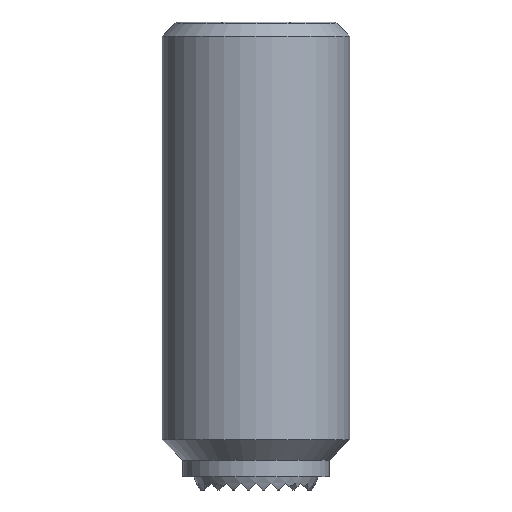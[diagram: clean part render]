
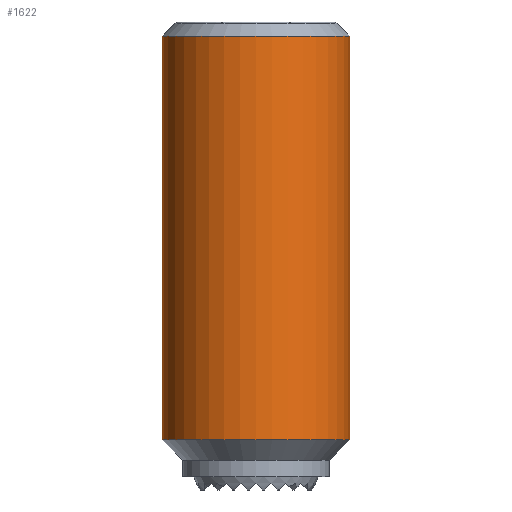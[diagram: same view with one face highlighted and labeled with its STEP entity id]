
A CAD part, front view. The second image highlights one B-rep face of the part: STEP entity #1622.
In plain terms, the highlighted cylindrical face has radius 5 mm (diameter 10 mm), a partial arc.
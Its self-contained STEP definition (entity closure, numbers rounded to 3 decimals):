
#1276=EDGE_CURVE('',#1808,#2972,#3706,.T.);
#1522=VERTEX_POINT('',#3981);
#1622=ADVANCED_FACE('',(#4091),#4092,.T.);
#1808=VERTEX_POINT('',#4304);
#1822=VERTEX_POINT('',#4320);
#2090=EDGE_CURVE('',#1522,#2972,#4611,.T.);
#2972=VERTEX_POINT('',#5600);
#3070=EDGE_CURVE('',#1822,#1522,#5706,.T.);
#3304=EDGE_CURVE('',#1808,#1822,#5969,.T.);
#3706=CIRCLE('',#6417,5.0);
#3981=CARTESIAN_POINT('',(5.,0.,-0.75));
#4091=FACE_OUTER_BOUND('',#6957,.T.);
#4092=CYLINDRICAL_SURFACE('',#6958,5.0);
#4304=CARTESIAN_POINT('',(-5.,0.,-22.325));
#4320=CARTESIAN_POINT('',(-5.,0.,-0.75));
#4611=LINE('',#7703,#7704);
#5600=CARTESIAN_POINT('',(5.,0.,-22.325));
#5706=CIRCLE('',#9278,5.0);
#5969=LINE('',#9662,#9663);
#6417=AXIS2_PLACEMENT_3D('',#10241,#10242,#10243);
#6957=EDGE_LOOP('',(#10694,#10695,#10696,#10697));
#6958=AXIS2_PLACEMENT_3D('',#10698,#10699,#10700);
#7703=CARTESIAN_POINT('',(5.,0.,-11.538));
#7704=VECTOR('',#11273,1.0);
#9278=AXIS2_PLACEMENT_3D('',#12552,#12553,#12554);
#9662=CARTESIAN_POINT('',(-5.,0.,-11.538));
#9663=VECTOR('',#12859,1.0);
#10241=CARTESIAN_POINT('',(0.,0.,-22.325));
#10242=DIRECTION('',(0.0,0.0,1.0));
#10243=DIRECTION('',(-1.0,0.,0.0));
#10694=ORIENTED_EDGE('',*,*,#3304,.F.);
#10695=ORIENTED_EDGE('',*,*,#1276,.T.);
#10696=ORIENTED_EDGE('',*,*,#2090,.F.);
#10697=ORIENTED_EDGE('',*,*,#3070,.F.);
#10698=CARTESIAN_POINT('',(0.,0.,-11.538));
#10699=DIRECTION('',(-0.0,-0.0,-1.0));
#10700=DIRECTION('',(-1.0,0.,0.0));
#11273=DIRECTION('',(-0.0,-0.0,-1.0));
#12552=CARTESIAN_POINT('',(0.,0.,-0.75));
#12553=DIRECTION('',(0.0,0.0,1.0));
#12554=DIRECTION('',(-1.0,0.,0.0));
#12859=DIRECTION('',(0.0,0.0,1.0));
